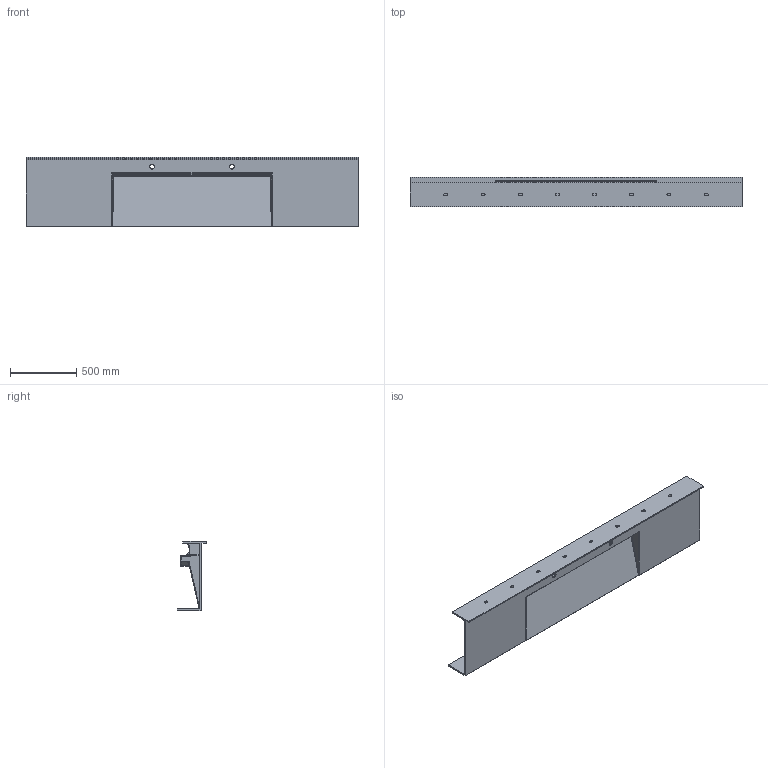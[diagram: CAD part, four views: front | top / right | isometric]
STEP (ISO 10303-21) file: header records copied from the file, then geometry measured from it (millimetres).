
FILE_DESCRIPTION (( 'STEP AP203' ), '1' );
FILE_NAME ('TRIGO_1200.STEP', '2021-08-18T10:44:22', ( '' ), ( '' ), 'SwSTEP 2.0', 'SolidWorks 2020', '' );
FILE_SCHEMA (( 'CONFIG_CONTROL_DESIGN' ));
Length unit declared in the file: millimetre
Products named in the file (1): TRIGO_1200
Bounding box: 2500 x 220 x 520.57 mm (x, y, z)
Volume: 31708836.6 mm3; surface area: 4886253 mm2
Topology: 1 solids, 1 shells, 298 faces, 770 edges, 430 vertices
Faces by surface type: cylinder 132, plane 70, bspline 54, torus 20, sphere 20, cone 2
Entity records: 10767 total; most frequent: CARTESIAN_POINT 4057, ORIENTED_EDGE 1456, DIRECTION 1344, EDGE_CURVE 728, AXIS2_PLACEMENT_3D 511, VERTEX_POINT 430, VECTOR 322, LINE 322
